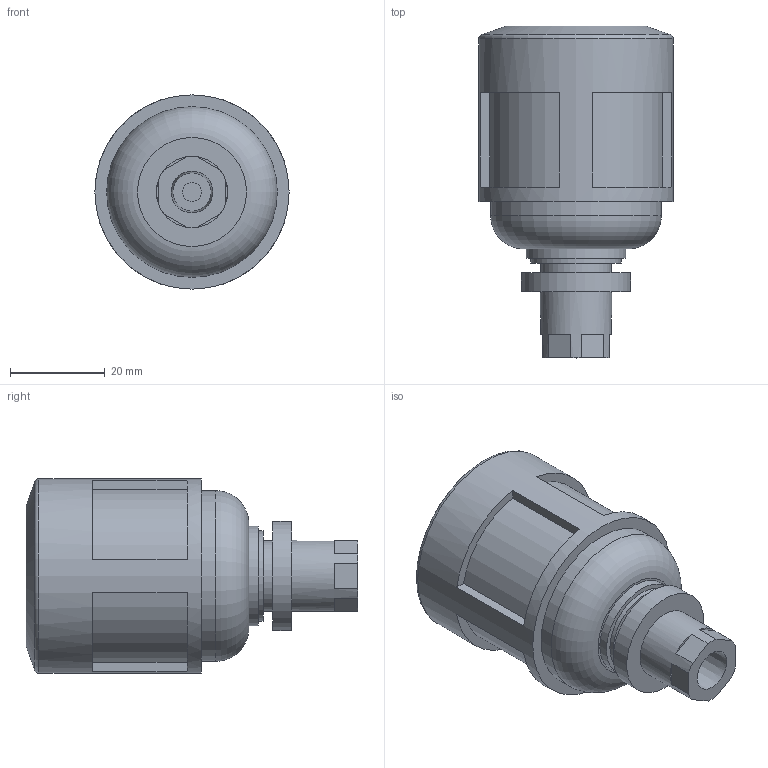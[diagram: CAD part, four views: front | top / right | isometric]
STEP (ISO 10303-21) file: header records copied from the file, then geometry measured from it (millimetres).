
FILE_DESCRIPTION( ( 'STEP AP203' ), '1' );
FILE_NAME( 'MADV400-WA.stp', '2020-07-30T12:24:31', ( 'License CC BY-ND 4.0' ), ( 'CADENAS' ), ' ', 'PARTsolutions', ' ' );
FILE_SCHEMA( ( 'CONFIG_CONTROL_DESIGN' ) );
Length unit declared in the file: millimetre
Products named in the file (1): _MADV400-WA
Bounding box: 41 x 70 x 41 mm (x, y, z)
Volume: 58116.8 mm3; surface area: 10498.9 mm2
Topology: 1 solids, 1 shells, 54 faces, 117 edges, 77 vertices
Faces by surface type: plane 38, cylinder 12, cone 2, torus 2
Full cylindrical faces by diameter (mm): 4 x1, 15 x2, 19 x1, 21 x1, 23 x1, 36 x1, 41 x1
Entity records: 1460 total; most frequent: DIRECTION 262, CARTESIAN_POINT 235, ORIENTED_EDGE 208, EDGE_CURVE 104, AXIS2_PLACEMENT_3D 103, EDGE_LOOP 78, VERTEX_POINT 76, FACE_OUTER_BOUND 64
